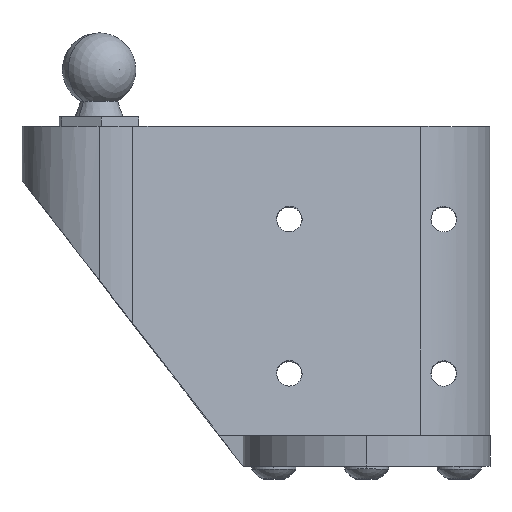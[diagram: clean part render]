
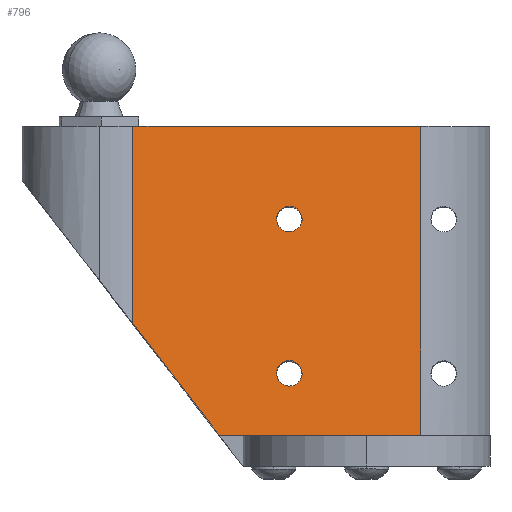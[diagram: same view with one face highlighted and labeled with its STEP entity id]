
A CAD part, top view. The second image highlights one B-rep face of the part: STEP entity #796.
In plain terms, the highlighted planar face has unit normal (0.439, 0, 0.899).
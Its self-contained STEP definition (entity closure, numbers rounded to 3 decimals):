
#12 = CARTESIAN_POINT ( 'NONE',  ( -8.35, 8.7, 88.884 ) ) ;
#121 = CARTESIAN_POINT ( 'NONE',  ( -8.35, 12., 88.884 ) ) ;
#228 = CARTESIAN_POINT ( 'NONE',  ( -8.35, 12., 88.884 ) ) ;
#356 = CARTESIAN_POINT ( 'NONE',  ( 7.022, 44., 81.377 ) ) ;
#473 = VERTEX_POINT ( 'NONE', #20285 ) ;
#538 =( BOUNDED_CURVE ( )  B_SPLINE_CURVE ( 3, ( #16872, #20331, #7497, #12025 ),
 .UNSPECIFIED., .F., .T. ) 
 B_SPLINE_CURVE_WITH_KNOTS ( ( 4, 4 ),
 ( 0., 3.142 ),
 .UNSPECIFIED. ) 
 CURVE ( )  GEOMETRIC_REPRESENTATION_ITEM ( )  RATIONAL_B_SPLINE_CURVE ( ( 1., 0.333, 0.333, 1. ) ) 
 REPRESENTATION_ITEM ( '' )  );
#679 = VERTEX_POINT ( 'NONE', #5231 ) ;
#796 = ADVANCED_FACE ( 'NONE', ( #18479, #2899, #20259 ), #1324, .F. ) ;
#968 = EDGE_CURVE ( 'NONE', #679, #14924, #14878, .T. ) ;
#1324 = PLANE ( 'NONE',  #11416 ) ;
#1712 = ORIENTED_EDGE ( 'NONE', *, *, #20260, .F. ) ;
#1784 = CARTESIAN_POINT ( 'NONE',  ( -30.262, 44., 99.586 ) ) ;
#2005 = DIRECTION ( 'NONE',  ( 0., -1., 0. ) ) ;
#2899 = FACE_BOUND ( 'NONE', #13469, .T. ) ;
#2969 = VECTOR ( 'NONE', #2005, 1000. ) ;
#3149 = ORIENTED_EDGE ( 'NONE', *, *, #13898, .F. ) ;
#3364 = VERTEX_POINT ( 'NONE', #12644 ) ;
#4532 = VERTEX_POINT ( 'NONE', #17590 ) ;
#4648 = CARTESIAN_POINT ( 'NONE',  ( -11.65, 12., 90.496 ) ) ;
#5231 = CARTESIAN_POINT ( 'NONE',  ( 7.022, 44., 81.377 ) ) ;
#5757 =( BOUNDED_CURVE ( )  B_SPLINE_CURVE ( 3, ( #13551, #10577, #18693, #20262 ),
 .UNSPECIFIED., .F., .F. ) 
 B_SPLINE_CURVE_WITH_KNOTS ( ( 4, 4 ),
 ( 3.142, 6.283 ),
 .UNSPECIFIED. ) 
 CURVE ( )  GEOMETRIC_REPRESENTATION_ITEM ( )  RATIONAL_B_SPLINE_CURVE ( ( 1., 0.333, 0.333, 1. ) ) 
 REPRESENTATION_ITEM ( '' )  );
#6292 = EDGE_CURVE ( 'NONE', #15022, #3364, #15289, .T. ) ;
#6847 = LINE ( 'NONE', #16010, #18412 ) ;
#6937 = EDGE_CURVE ( 'NONE', #679, #14556, #20210, .T. ) ;
#7092 = DIRECTION ( 'NONE',  ( 0., -1., 0. ) ) ;
#7179 = ORIENTED_EDGE ( 'NONE', *, *, #18648, .T. ) ;
#7277 = DIRECTION ( 'NONE',  ( -0.899, 0., 0.439 ) ) ;
#7497 = CARTESIAN_POINT ( 'NONE',  ( -11.65, 35.3, 90.496 ) ) ;
#7912 = CARTESIAN_POINT ( 'NONE',  ( -11.65, 12., 90.496 ) ) ;
#8078 = CARTESIAN_POINT ( 'NONE',  ( 7.022, 4., 81.377 ) ) ;
#8219 = DIRECTION ( 'NONE',  ( 0.899, 0., -0.439 ) ) ;
#8240 = ORIENTED_EDGE ( 'NONE', *, *, #968, .F. ) ;
#8618 = CARTESIAN_POINT ( 'NONE',  ( -41.629, 33.098, 105.137 ) ) ;
#9113 = DIRECTION ( 'NONE',  ( -0.439, 0., -0.899 ) ) ;
#10031 = EDGE_CURVE ( 'NONE', #3364, #15022, #19472, .T. ) ;
#10577 = CARTESIAN_POINT ( 'NONE',  ( -11.65, 28.7, 90.496 ) ) ;
#11157 = ORIENTED_EDGE ( 'NONE', *, *, #6292, .F. ) ;
#11416 = AXIS2_PLACEMENT_3D ( 'NONE', #14175, #9113, #15538 ) ;
#12025 = CARTESIAN_POINT ( 'NONE',  ( -11.65, 32., 90.496 ) ) ;
#12339 = EDGE_CURVE ( 'NONE', #473, #4532, #5757, .T. ) ;
#12644 = CARTESIAN_POINT ( 'NONE',  ( -8.35, 12., 88.884 ) ) ;
#12767 = VECTOR ( 'NONE', #7092, 1000. ) ;
#12872 = CARTESIAN_POINT ( 'NONE',  ( -11.65, 15.3, 90.496 ) ) ;
#12962 = ORIENTED_EDGE ( 'NONE', *, *, #6937, .T. ) ;
#13230 = CARTESIAN_POINT ( 'NONE',  ( -30.262, 18.418, 99.586 ) ) ;
#13375 = ORIENTED_EDGE ( 'NONE', *, *, #10031, .F. ) ;
#13405 = EDGE_LOOP ( 'NONE', ( #3149, #19705 ) ) ;
#13469 = EDGE_LOOP ( 'NONE', ( #13375, #11157 ) ) ;
#13551 = CARTESIAN_POINT ( 'NONE',  ( -11.65, 32., 90.496 ) ) ;
#13898 = EDGE_CURVE ( 'NONE', #4532, #473, #538, .T. ) ;
#14175 = CARTESIAN_POINT ( 'NONE',  ( -30.262, 44., 99.586 ) ) ;
#14499 = CARTESIAN_POINT ( 'NONE',  ( -11.65, 12., 90.496 ) ) ;
#14556 = VERTEX_POINT ( 'NONE', #1784 ) ;
#14649 = CARTESIAN_POINT ( 'NONE',  ( -11.65, 8.7, 90.496 ) ) ;
#14851 = CARTESIAN_POINT ( 'NONE',  ( -30.262, 44., 99.586 ) ) ;
#14878 = LINE ( 'NONE', #356, #12767 ) ;
#14924 = VERTEX_POINT ( 'NONE', #8078 ) ;
#15022 = VERTEX_POINT ( 'NONE', #14499 ) ;
#15028 = DIRECTION ( 'NONE',  ( -0.587, 0.758, 0.286 ) ) ;
#15077 = ORIENTED_EDGE ( 'NONE', *, *, #19681, .T. ) ;
#15080 = VERTEX_POINT ( 'NONE', #13230 ) ;
#15289 =( BOUNDED_CURVE ( )  B_SPLINE_CURVE ( 3, ( #7912, #14649, #12, #228 ),
 .UNSPECIFIED., .F., .T. ) 
 B_SPLINE_CURVE_WITH_KNOTS ( ( 4, 4 ),
 ( 3.142, 6.283 ),
 .UNSPECIFIED. ) 
 CURVE ( )  GEOMETRIC_REPRESENTATION_ITEM ( )  RATIONAL_B_SPLINE_CURVE ( ( 1., 0.333, 0.333, 1. ) ) 
 REPRESENTATION_ITEM ( '' )  );
#15538 = DIRECTION ( 'NONE',  ( 0.899, 0., -0.439 ) ) ;
#15710 = CARTESIAN_POINT ( 'NONE',  ( -19.097, 4., 94.133 ) ) ;
#16010 = CARTESIAN_POINT ( 'NONE',  ( -44.65, 4., 106.613 ) ) ;
#16744 = LINE ( 'NONE', #14851, #2969 ) ;
#16872 = CARTESIAN_POINT ( 'NONE',  ( -8.35, 32., 88.884 ) ) ;
#16898 = VECTOR ( 'NONE', #7277, 1000. ) ;
#17501 = CARTESIAN_POINT ( 'NONE',  ( -8.35, 15.3, 88.884 ) ) ;
#17590 = CARTESIAN_POINT ( 'NONE',  ( -8.35, 32., 88.884 ) ) ;
#17820 = EDGE_LOOP ( 'NONE', ( #7179, #8240, #12962, #15077, #1712 ) ) ;
#18412 = VECTOR ( 'NONE', #8219, 1000. ) ;
#18479 = FACE_BOUND ( 'NONE', #13405, .T. ) ;
#18648 = EDGE_CURVE ( 'NONE', #18848, #14924, #6847, .T. ) ;
#18693 = CARTESIAN_POINT ( 'NONE',  ( -8.35, 28.7, 88.884 ) ) ;
#18775 = VECTOR ( 'NONE', #15028, 1000. ) ;
#18839 = CARTESIAN_POINT ( 'NONE',  ( -30.262, 44., 99.586 ) ) ;
#18848 = VERTEX_POINT ( 'NONE', #15710 ) ;
#19472 =( BOUNDED_CURVE ( )  B_SPLINE_CURVE ( 3, ( #121, #17501, #12872, #4648 ),
 .UNSPECIFIED., .F., .T. ) 
 B_SPLINE_CURVE_WITH_KNOTS ( ( 4, 4 ),
 ( 0., 3.142 ),
 .UNSPECIFIED. ) 
 CURVE ( )  GEOMETRIC_REPRESENTATION_ITEM ( )  RATIONAL_B_SPLINE_CURVE ( ( 1., 0.333, 0.333, 1. ) ) 
 REPRESENTATION_ITEM ( '' )  );
#19681 = EDGE_CURVE ( 'NONE', #14556, #15080, #16744, .T. ) ;
#19705 = ORIENTED_EDGE ( 'NONE', *, *, #12339, .F. ) ;
#19967 = LINE ( 'NONE', #8618, #18775 ) ;
#20210 = LINE ( 'NONE', #18839, #16898 ) ;
#20259 = FACE_OUTER_BOUND ( 'NONE', #17820, .T. ) ;
#20260 = EDGE_CURVE ( 'NONE', #18848, #15080, #19967, .T. ) ;
#20262 = CARTESIAN_POINT ( 'NONE',  ( -8.35, 32., 88.884 ) ) ;
#20285 = CARTESIAN_POINT ( 'NONE',  ( -11.65, 32., 90.496 ) ) ;
#20331 = CARTESIAN_POINT ( 'NONE',  ( -8.35, 35.3, 88.884 ) ) ;
